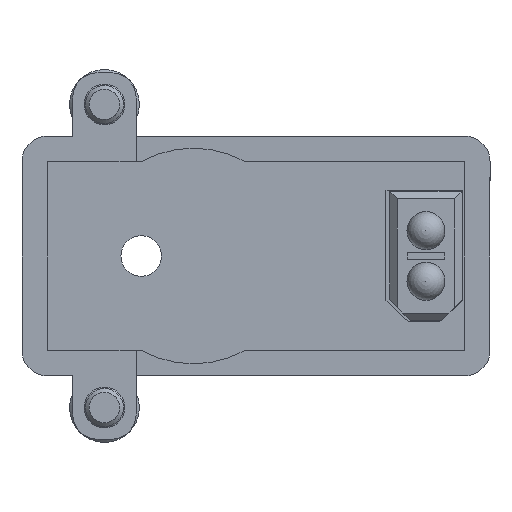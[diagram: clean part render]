
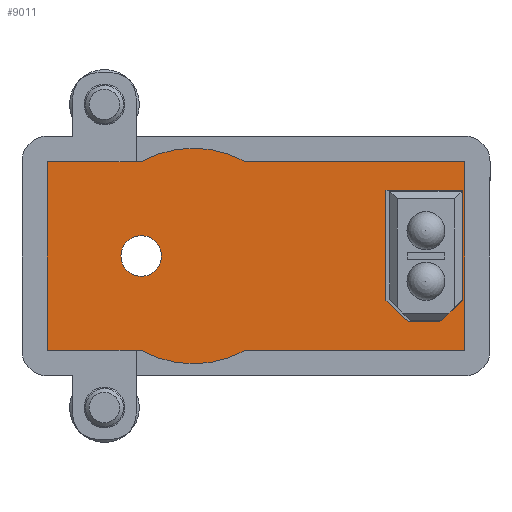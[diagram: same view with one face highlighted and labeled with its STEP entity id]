
A CAD part, front view. The second image highlights one B-rep face of the part: STEP entity #9011.
In plain terms, the highlighted face is planar.
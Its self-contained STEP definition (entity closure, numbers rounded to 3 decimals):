
#466=FACE_BOUND('',#1423,.T.);
#467=FACE_BOUND('',#1424,.T.);
#576=PLANE('',#9693);
#925=FACE_OUTER_BOUND('',#1422,.T.);
#1422=EDGE_LOOP('',(#6513,#6514,#6515,#6516,#6517,#6518,#6519,#6520));
#1423=EDGE_LOOP('',(#6521));
#1424=EDGE_LOOP('',(#6522,#6523,#6524,#6525,#6526,#6527));
#1943=CIRCLE('',#9621,8.5);
#1946=CIRCLE('',#9625,8.5);
#1968=CIRCLE('',#9674,1.6);
#2156=LINE('',#12631,#3125);
#2159=LINE('',#12638,#3128);
#2165=LINE('',#12649,#3134);
#2244=LINE('',#12846,#3213);
#2247=LINE('',#12856,#3216);
#2251=LINE('',#12864,#3220);
#2254=LINE('',#12870,#3223);
#2257=LINE('',#12876,#3226);
#2260=LINE('',#12882,#3229);
#2263=LINE('',#12887,#3232);
#2265=LINE('',#12890,#3234);
#2266=LINE('',#12892,#3235);
#3125=VECTOR('',#10314,10.);
#3128=VECTOR('',#10319,10.);
#3134=VECTOR('',#10327,10.);
#3213=VECTOR('',#10510,10.);
#3216=VECTOR('',#10523,10.);
#3220=VECTOR('',#10529,10.);
#3223=VECTOR('',#10534,10.);
#3226=VECTOR('',#10539,10.);
#3229=VECTOR('',#10544,10.);
#3232=VECTOR('',#10549,10.);
#3234=VECTOR('',#10553,10.);
#3235=VECTOR('',#10556,10.);
#4090=VERTEX_POINT('',#12612);
#4092=VERTEX_POINT('',#12615);
#4095=VERTEX_POINT('',#12622);
#4097=VERTEX_POINT('',#12626);
#4098=VERTEX_POINT('',#12630);
#4100=VERTEX_POINT('',#12636);
#4101=VERTEX_POINT('',#12637);
#4105=VERTEX_POINT('',#12647);
#4171=VERTEX_POINT('',#12835);
#4172=VERTEX_POINT('',#12854);
#4173=VERTEX_POINT('',#12855);
#4176=VERTEX_POINT('',#12863);
#4178=VERTEX_POINT('',#12869);
#4180=VERTEX_POINT('',#12875);
#4182=VERTEX_POINT('',#12881);
#4960=EDGE_CURVE('',#4090,#4092,#1943,.T.);
#4966=EDGE_CURVE('',#4097,#4095,#1946,.T.);
#4967=EDGE_CURVE('',#4092,#4098,#2156,.T.);
#4970=EDGE_CURVE('',#4100,#4101,#2159,.T.);
#4976=EDGE_CURVE('',#4105,#4097,#2165,.T.);
#5074=EDGE_CURVE('',#4171,#4171,#1968,.T.);
#5077=EDGE_CURVE('',#4101,#4090,#2244,.T.);
#5080=EDGE_CURVE('',#4172,#4173,#2247,.T.);
#5084=EDGE_CURVE('',#4176,#4172,#2251,.T.);
#5087=EDGE_CURVE('',#4173,#4178,#2254,.T.);
#5090=EDGE_CURVE('',#4180,#4176,#2257,.T.);
#5093=EDGE_CURVE('',#4178,#4182,#2260,.T.);
#5096=EDGE_CURVE('',#4182,#4180,#2263,.T.);
#5098=EDGE_CURVE('',#4095,#4100,#2265,.T.);
#5099=EDGE_CURVE('',#4098,#4105,#2266,.T.);
#6513=ORIENTED_EDGE('',*,*,#5077,.F.);
#6514=ORIENTED_EDGE('',*,*,#4970,.F.);
#6515=ORIENTED_EDGE('',*,*,#5098,.F.);
#6516=ORIENTED_EDGE('',*,*,#4966,.F.);
#6517=ORIENTED_EDGE('',*,*,#4976,.F.);
#6518=ORIENTED_EDGE('',*,*,#5099,.F.);
#6519=ORIENTED_EDGE('',*,*,#4967,.F.);
#6520=ORIENTED_EDGE('',*,*,#4960,.F.);
#6521=ORIENTED_EDGE('',*,*,#5074,.T.);
#6522=ORIENTED_EDGE('',*,*,#5096,.T.);
#6523=ORIENTED_EDGE('',*,*,#5090,.T.);
#6524=ORIENTED_EDGE('',*,*,#5084,.T.);
#6525=ORIENTED_EDGE('',*,*,#5080,.T.);
#6526=ORIENTED_EDGE('',*,*,#5087,.T.);
#6527=ORIENTED_EDGE('',*,*,#5093,.T.);
#9011=ADVANCED_FACE('',(#925,#466,#467),#576,.T.);
#9621=AXIS2_PLACEMENT_3D('',#12616,#10299,#10300);
#9625=AXIS2_PLACEMENT_3D('',#12628,#10310,#10311);
#9674=AXIS2_PLACEMENT_3D('',#12837,#10494,#10495);
#9693=AXIS2_PLACEMENT_3D('',#12893,#10557,#10558);
#10299=DIRECTION('center_axis',(0.,0.,1.));
#10300=DIRECTION('ref_axis',(-1.,0.,0.));
#10310=DIRECTION('center_axis',(0.,0.,1.));
#10311=DIRECTION('ref_axis',(-1.,0.,0.));
#10314=DIRECTION('',(-1.,0.,0.));
#10319=DIRECTION('',(0.,1.,0.));
#10327=DIRECTION('',(1.,0.,0.));
#10494=DIRECTION('center_axis',(0.,0.,1.));
#10495=DIRECTION('ref_axis',(1.,0.,0.));
#10510=DIRECTION('',(-1.,0.,0.));
#10523=DIRECTION('',(0.717,-0.697,0.));
#10529=DIRECTION('',(0.,-1.,0.));
#10534=DIRECTION('',(1.,0.,0.));
#10539=DIRECTION('',(-1.,0.,0.));
#10544=DIRECTION('',(0.717,0.697,0.));
#10549=DIRECTION('',(0.,1.,0.));
#10553=DIRECTION('',(1.,0.,0.));
#10556=DIRECTION('',(0.,-1.,0.));
#10557=DIRECTION('center_axis',(0.,0.,-1.));
#10558=DIRECTION('ref_axis',(0.,-1.,0.));
#12612=CARTESIAN_POINT('',(-9.408,16.9,8.6));
#12615=CARTESIAN_POINT('',(-17.592,16.9,8.6));
#12616=CARTESIAN_POINT('Origin',(-13.5,9.45,8.6));
#12622=CARTESIAN_POINT('',(-9.408,2.,8.6));
#12626=CARTESIAN_POINT('',(-17.592,2.,8.6));
#12628=CARTESIAN_POINT('Origin',(-13.5,9.45,8.6));
#12630=CARTESIAN_POINT('',(-34.9,16.9,8.6));
#12631=CARTESIAN_POINT('',(-18.45,16.9,8.6));
#12636=CARTESIAN_POINT('',(-2.,2.,8.6));
#12637=CARTESIAN_POINT('',(-2.,16.9,8.6));
#12638=CARTESIAN_POINT('',(-2.,16.9,8.6));
#12647=CARTESIAN_POINT('',(-34.9,2.,8.6));
#12649=CARTESIAN_POINT('',(-2.,2.,8.6));
#12835=CARTESIAN_POINT('',(-11.,9.45,8.6));
#12837=CARTESIAN_POINT('Origin',(-9.4,9.45,8.6));
#12846=CARTESIAN_POINT('',(-18.45,16.9,8.6));
#12854=CARTESIAN_POINT('',(-34.7,5.95,8.6));
#12855=CARTESIAN_POINT('',(-32.95,4.25,8.6));
#12856=CARTESIAN_POINT('',(-28.149,-0.413,8.6));
#12863=CARTESIAN_POINT('',(-34.7,14.65,8.6));
#12864=CARTESIAN_POINT('',(-34.7,11.425,8.6));
#12869=CARTESIAN_POINT('',(-30.45,4.25,8.6));
#12870=CARTESIAN_POINT('',(-16.225,4.25,8.6));
#12875=CARTESIAN_POINT('',(-28.7,14.65,8.6));
#12876=CARTESIAN_POINT('',(-18.35,14.65,8.6));
#12881=CARTESIAN_POINT('',(-28.7,5.95,8.6));
#12882=CARTESIAN_POINT('',(-19.095,15.28,8.6));
#12887=CARTESIAN_POINT('',(-28.7,15.775,8.6));
#12890=CARTESIAN_POINT('',(-2.,2.,8.6));
#12892=CARTESIAN_POINT('',(-34.9,9.45,8.6));
#12893=CARTESIAN_POINT('Origin',(-2.,16.9,8.6));
